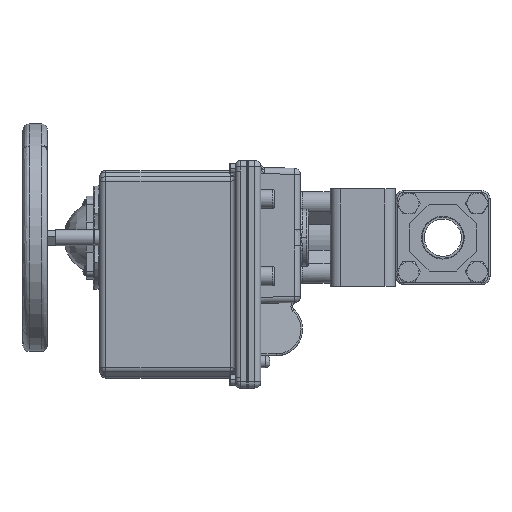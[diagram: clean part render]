
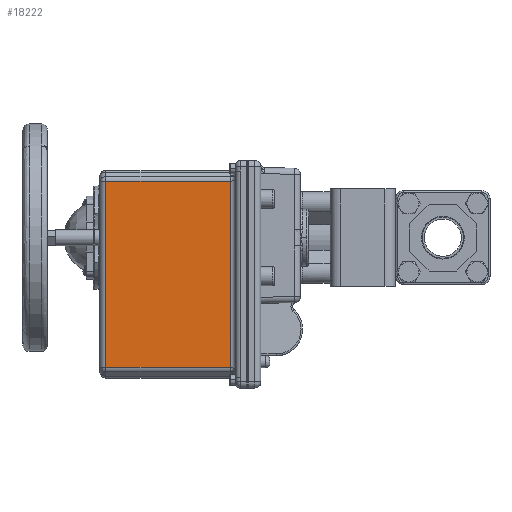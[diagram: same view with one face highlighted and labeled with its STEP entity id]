
A CAD part, left-side view. The second image highlights one B-rep face of the part: STEP entity #18222.
In plain terms, the highlighted planar face has unit normal (-1, 0, 0).
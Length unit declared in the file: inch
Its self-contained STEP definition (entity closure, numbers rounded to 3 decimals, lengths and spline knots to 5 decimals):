
#871 = VERTEX_POINT ( 'NONE', #9619 ) ;
#2738 = CARTESIAN_POINT ( 'NONE',  ( -4.065, 6.5245, 1.73733 ) ) ;
#3625 = EDGE_CURVE ( 'NONE', #28502, #11630, #5849, .T. ) ;
#5849 = LINE ( 'NONE', #38055, #21960 ) ;
#7238 = LINE ( 'NONE', #15923, #30896 ) ;
#7695 = ORIENTED_EDGE ( 'NONE', *, *, #31943, .F. ) ;
#9619 = CARTESIAN_POINT ( 'NONE',  ( -4.065, 6.5245, -3.98733 ) ) ;
#10007 = VECTOR ( 'NONE', #36850, 39.37008 ) ;
#11630 = VERTEX_POINT ( 'NONE', #15517 ) ;
#12784 = ORIENTED_EDGE ( 'NONE', *, *, #37275, .F. ) ;
#13023 = AXIS2_PLACEMENT_3D ( 'NONE', #37164, #17946, #40432 ) ;
#13427 = LINE ( 'NONE', #19218, #29526 ) ;
#14657 = PLANE ( 'NONE',  #13023 ) ;
#15429 = ORIENTED_EDGE ( 'NONE', *, *, #3625, .F. ) ;
#15517 = CARTESIAN_POINT ( 'NONE',  ( -4.065, 10.367, 1.73733 ) ) ;
#15923 = CARTESIAN_POINT ( 'NONE',  ( -4.065, 10.5545, -3.98733 ) ) ;
#17614 = CARTESIAN_POINT ( 'NONE',  ( -4.065, 10.5545, 1.73733 ) ) ;
#17946 = DIRECTION ( 'NONE',  ( 1., 0., 0. ) ) ;
#18222 = ADVANCED_FACE ( 'NONE', ( #30932 ), #14657, .F. ) ;
#19218 = CARTESIAN_POINT ( 'NONE',  ( -4.065, 6.5245, 2.065 ) ) ;
#21864 = ORIENTED_EDGE ( 'NONE', *, *, #23615, .T. ) ;
#21960 = VECTOR ( 'NONE', #38497, 39.37008 ) ;
#23615 = EDGE_CURVE ( 'NONE', #871, #34954, #13427, .T. ) ;
#28502 = VERTEX_POINT ( 'NONE', #41060 ) ;
#29526 = VECTOR ( 'NONE', #38446, 39.37008 ) ;
#30896 = VECTOR ( 'NONE', #41546, 39.37008 ) ;
#30932 = FACE_OUTER_BOUND ( 'NONE', #33176, .T. ) ;
#31943 = EDGE_CURVE ( 'NONE', #871, #28502, #7238, .T. ) ;
#33176 = EDGE_LOOP ( 'NONE', ( #7695, #21864, #12784, #15429 ) ) ;
#33660 = LINE ( 'NONE', #17614, #10007 ) ;
#34954 = VERTEX_POINT ( 'NONE', #2738 ) ;
#36850 = DIRECTION ( 'NONE',  ( 0., -1., 0. ) ) ;
#37164 = CARTESIAN_POINT ( 'NONE',  ( -4.065, 10.5545, 2.065 ) ) ;
#37275 = EDGE_CURVE ( 'NONE', #11630, #34954, #33660, .T. ) ;
#38055 = CARTESIAN_POINT ( 'NONE',  ( -4.065, 10.367, 2.065 ) ) ;
#38446 = DIRECTION ( 'NONE',  ( 0., 0., 1. ) ) ;
#38497 = DIRECTION ( 'NONE',  ( 0., 0., 1. ) ) ;
#40432 = DIRECTION ( 'NONE',  ( 0., 0., -1. ) ) ;
#41060 = CARTESIAN_POINT ( 'NONE',  ( -4.065, 10.367, -3.98733 ) ) ;
#41546 = DIRECTION ( 'NONE',  ( 0., 1., 0. ) ) ;
